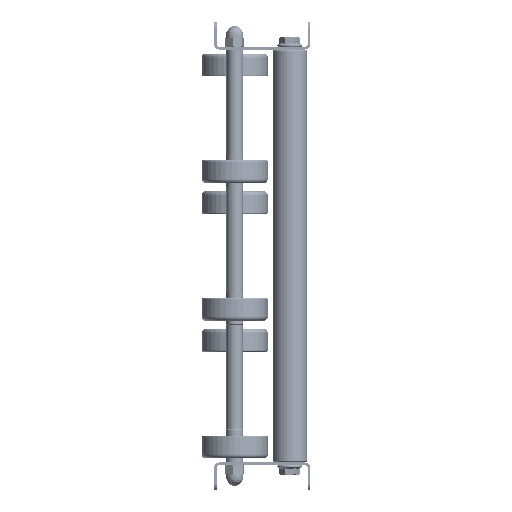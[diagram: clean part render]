
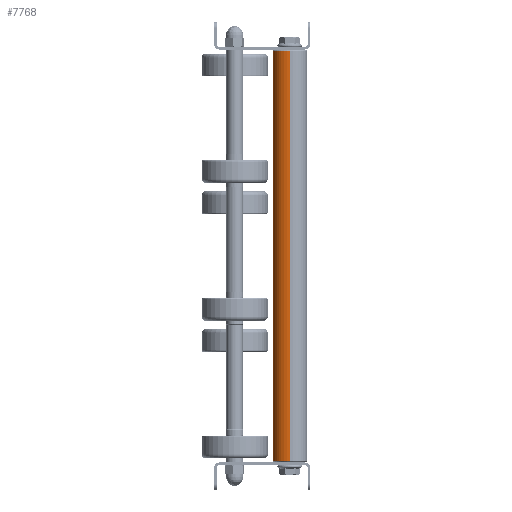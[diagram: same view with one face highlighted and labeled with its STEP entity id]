
A CAD part, left-side view. The second image highlights one B-rep face of the part: STEP entity #7768.
In plain terms, the highlighted cylindrical face has radius 12.5 mm (diameter 25 mm), a partial arc.
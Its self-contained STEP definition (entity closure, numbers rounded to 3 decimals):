
#930 = LINE ( 'NONE', #14822, #10895 ) ;
#2296 = DIRECTION ( 'NONE',  ( -1., 0., 0. ) ) ;
#4321 = CARTESIAN_POINT ( 'NONE',  ( 299., 0., 12.5 ) ) ;
#4964 = CARTESIAN_POINT ( 'NONE',  ( 299., 0., -12.5 ) ) ;
#4989 = DIRECTION ( 'NONE',  ( -1., 0., 0. ) ) ;
#5100 = LINE ( 'NONE', #16130, #10974 ) ;
#5611 = EDGE_CURVE ( 'NONE', #10358, #10313, #930, .T. ) ;
#6159 = DIRECTION ( 'NONE',  ( 0., 0., -1. ) ) ;
#7063 = EDGE_CURVE ( 'NONE', #9807, #10758, #5100, .T. ) ;
#7479 = FACE_OUTER_BOUND ( 'NONE', #15994, .T. ) ;
#7768 = ADVANCED_FACE ( 'NONE', ( #7479 ), #18407, .T. ) ;
#9807 = VERTEX_POINT ( 'NONE', #4964 ) ;
#10313 = VERTEX_POINT ( 'NONE', #18043 ) ;
#10358 = VERTEX_POINT ( 'NONE', #4321 ) ;
#10649 = CARTESIAN_POINT ( 'NONE',  ( 300., 0., 0. ) ) ;
#10758 = VERTEX_POINT ( 'NONE', #11501 ) ;
#10895 = VECTOR ( 'NONE', #19429, 1000. ) ;
#10974 = VECTOR ( 'NONE', #4989, 1000. ) ;
#11399 = ORIENTED_EDGE ( 'NONE', *, *, #7063, .T. ) ;
#11501 = CARTESIAN_POINT ( 'NONE',  ( 1., 0., -12.5 ) ) ;
#12014 = DIRECTION ( 'NONE',  ( 0., 0., 1. ) ) ;
#12232 = CIRCLE ( 'NONE', #14884, 12.5 ) ;
#12565 = CARTESIAN_POINT ( 'NONE',  ( 1., 0., 0. ) ) ;
#13495 = EDGE_CURVE ( 'NONE', #10758, #10313, #12232, .T. ) ;
#14023 = DIRECTION ( 'NONE',  ( 1., 0., 0. ) ) ;
#14340 = EDGE_CURVE ( 'NONE', #10358, #9807, #15170, .T. ) ;
#14690 = CARTESIAN_POINT ( 'NONE',  ( 299., 0., 0. ) ) ;
#14822 = CARTESIAN_POINT ( 'NONE',  ( 300., 0., 12.5 ) ) ;
#14884 = AXIS2_PLACEMENT_3D ( 'NONE', #12565, #14023, #6159 ) ;
#14890 = DIRECTION ( 'NONE',  ( 0., 0., -1. ) ) ;
#15170 = CIRCLE ( 'NONE', #20059, 12.5 ) ;
#15229 = DIRECTION ( 'NONE',  ( -1., 0., 0. ) ) ;
#15636 = ORIENTED_EDGE ( 'NONE', *, *, #14340, .T. ) ;
#15994 = EDGE_LOOP ( 'NONE', ( #15636, #11399, #17135, #19274 ) ) ;
#16130 = CARTESIAN_POINT ( 'NONE',  ( 300., 0., -12.5 ) ) ;
#16292 = AXIS2_PLACEMENT_3D ( 'NONE', #10649, #15229, #12014 ) ;
#17135 = ORIENTED_EDGE ( 'NONE', *, *, #13495, .T. ) ;
#18043 = CARTESIAN_POINT ( 'NONE',  ( 1., 0., 12.5 ) ) ;
#18407 = CYLINDRICAL_SURFACE ( 'NONE', #16292, 12.5 ) ;
#19274 = ORIENTED_EDGE ( 'NONE', *, *, #5611, .F. ) ;
#19429 = DIRECTION ( 'NONE',  ( -1., 0., 0. ) ) ;
#20059 = AXIS2_PLACEMENT_3D ( 'NONE', #14690, #2296, #14890 ) ;
